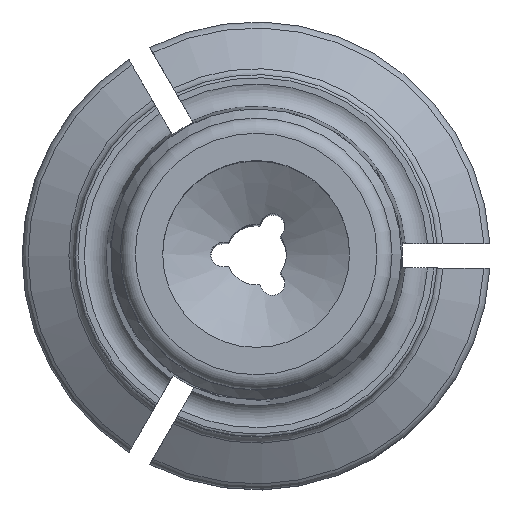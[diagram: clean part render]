
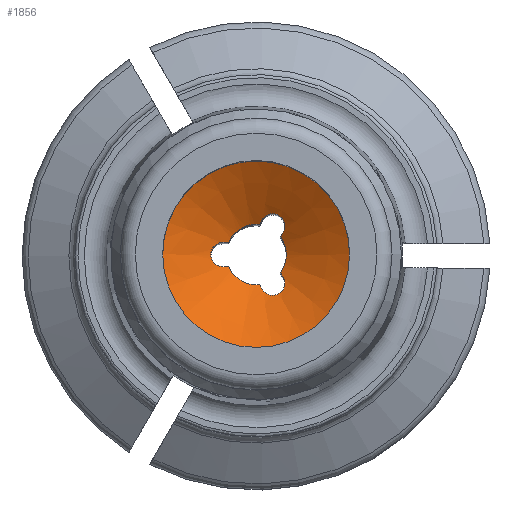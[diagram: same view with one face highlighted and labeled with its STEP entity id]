
A CAD part, top view. The second image highlights one B-rep face of the part: STEP entity #1856.
In plain terms, the highlighted conical face has half-angle 60 degrees and reference radius 3.094 mm.
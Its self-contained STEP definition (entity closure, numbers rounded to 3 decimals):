
#65=B_SPLINE_CURVE_WITH_KNOTS('',3,(#2501,#2502,#2503,#2504),
 .UNSPECIFIED.,.F.,.F.,(4,4),(0.002,0.002),
 .UNSPECIFIED.);
#66=B_SPLINE_CURVE_WITH_KNOTS('',3,(#2509,#2510,#2511,#2512),
 .UNSPECIFIED.,.F.,.F.,(4,4),(0.001,0.002),
 .UNSPECIFIED.);
#67=B_SPLINE_CURVE_WITH_KNOTS('',3,(#2514,#2515,#2516,#2517,#2518,#2519,
#2520),.UNSPECIFIED.,.F.,.F.,(4,1,1,1,4),(0.,0.,
0.001,0.001,0.001),
 .UNSPECIFIED.);
#68=B_SPLINE_CURVE_WITH_KNOTS('',3,(#2522,#2523,#2524,#2525),
 .UNSPECIFIED.,.F.,.F.,(4,4),(0.002,0.002),
 .UNSPECIFIED.);
#69=B_SPLINE_CURVE_WITH_KNOTS('',3,(#2529,#2530,#2531,#2532),
 .UNSPECIFIED.,.F.,.F.,(4,4),(0.001,0.001),
 .UNSPECIFIED.);
#70=B_SPLINE_CURVE_WITH_KNOTS('',3,(#2534,#2535,#2536,#2537,#2538,#2539,
#2540),.UNSPECIFIED.,.F.,.F.,(4,1,1,1,4),(0.,0.,
0.001,0.001,0.001),
 .UNSPECIFIED.);
#71=B_SPLINE_CURVE_WITH_KNOTS('',3,(#2542,#2543,#2544,#2545),
 .UNSPECIFIED.,.F.,.F.,(4,4),(0.002,0.002),
 .UNSPECIFIED.);
#72=B_SPLINE_CURVE_WITH_KNOTS('',3,(#2546,#2547,#2548,#2549),
 .UNSPECIFIED.,.F.,.F.,(4,4),(0.001,0.002),
 .UNSPECIFIED.);
#73=B_SPLINE_CURVE_WITH_KNOTS('',3,(#2551,#2552,#2553,#2554,#2555,#2556,
#2557),.UNSPECIFIED.,.F.,.F.,(4,1,1,1,4),(0.,0.,
0.001,0.001,0.001),
 .UNSPECIFIED.);
#120=CONICAL_SURFACE('',#1939,3.094,1.047);
#141=CIRCLE('',#1935,1.);
#143=CIRCLE('',#1940,1.);
#144=CIRCLE('',#1941,1.);
#145=CIRCLE('',#1942,3.094);
#223=ORIENTED_EDGE('',*,*,#649,.F.);
#224=ORIENTED_EDGE('',*,*,#650,.F.);
#225=ORIENTED_EDGE('',*,*,#651,.F.);
#226=ORIENTED_EDGE('',*,*,#652,.F.);
#227=ORIENTED_EDGE('',*,*,#653,.F.);
#228=ORIENTED_EDGE('',*,*,#654,.F.);
#229=ORIENTED_EDGE('',*,*,#655,.F.);
#230=ORIENTED_EDGE('',*,*,#656,.F.);
#231=ORIENTED_EDGE('',*,*,#657,.F.);
#232=ORIENTED_EDGE('',*,*,#642,.F.);
#233=ORIENTED_EDGE('',*,*,#658,.F.);
#234=ORIENTED_EDGE('',*,*,#659,.F.);
#235=ORIENTED_EDGE('',*,*,#660,.F.);
#642=EDGE_CURVE('',#855,#856,#141,.T.);
#649=EDGE_CURVE('',#862,#863,#65,.T.);
#650=EDGE_CURVE('',#864,#862,#143,.T.);
#651=EDGE_CURVE('',#865,#864,#66,.T.);
#652=EDGE_CURVE('',#866,#865,#67,.T.);
#653=EDGE_CURVE('',#867,#866,#68,.T.);
#654=EDGE_CURVE('',#868,#867,#144,.T.);
#655=EDGE_CURVE('',#869,#868,#69,.T.);
#656=EDGE_CURVE('',#870,#869,#70,.T.);
#657=EDGE_CURVE('',#856,#870,#71,.T.);
#658=EDGE_CURVE('',#871,#855,#72,.T.);
#659=EDGE_CURVE('',#863,#871,#73,.T.);
#660=EDGE_CURVE('',#872,#872,#145,.T.);
#855=VERTEX_POINT('',#2486);
#856=VERTEX_POINT('',#2488);
#862=VERTEX_POINT('',#2505);
#863=VERTEX_POINT('',#2506);
#864=VERTEX_POINT('',#2508);
#865=VERTEX_POINT('',#2513);
#866=VERTEX_POINT('',#2521);
#867=VERTEX_POINT('',#2526);
#868=VERTEX_POINT('',#2528);
#869=VERTEX_POINT('',#2533);
#870=VERTEX_POINT('',#2541);
#871=VERTEX_POINT('',#2550);
#872=VERTEX_POINT('',#2559);
#1150=EDGE_LOOP('',(#223,#224,#225,#226,#227,#228,#229,#230,#231,#232,#233,
#234));
#1151=EDGE_LOOP('',(#235));
#1235=FACE_BOUND('',#1150,.T.);
#1236=FACE_BOUND('',#1151,.T.);
#1856=ADVANCED_FACE('',(#1235,#1236),#120,.F.);
#1935=AXIS2_PLACEMENT_3D('',#2487,#2096,#2097);
#1939=AXIS2_PLACEMENT_3D('',#2500,#2107,#2108);
#1940=AXIS2_PLACEMENT_3D('',#2507,#2109,#2110);
#1941=AXIS2_PLACEMENT_3D('',#2527,#2111,#2112);
#1942=AXIS2_PLACEMENT_3D('',#2558,#2113,#2114);
#2096=DIRECTION('',(0.,0.,1.));
#2097=DIRECTION('',(1.,0.,0.));
#2107=DIRECTION('',(0.,0.,1.));
#2108=DIRECTION('',(-1.,0.,0.));
#2109=DIRECTION('',(0.,0.,1.));
#2110=DIRECTION('',(1.,0.,0.));
#2111=DIRECTION('',(0.,0.,1.));
#2112=DIRECTION('',(1.,0.,0.));
#2113=DIRECTION('',(0.,0.,-1.));
#2114=DIRECTION('',(-1.,0.,0.));
#2486=CARTESIAN_POINT('',(0.112,0.994,28.791));
#2487=CARTESIAN_POINT('',(0.,0.,28.791));
#2488=CARTESIAN_POINT('',(-0.917,0.4,28.791));
#2500=CARTESIAN_POINT('',(0.,0.,30.));
#2501=CARTESIAN_POINT('',(0.805,0.594,28.791));
#2502=CARTESIAN_POINT('',(0.835,0.647,28.823));
#2503=CARTESIAN_POINT('',(0.866,0.7,28.856));
#2504=CARTESIAN_POINT('',(0.896,0.753,28.889));
#2505=CARTESIAN_POINT('',(0.805,0.594,28.791));
#2506=CARTESIAN_POINT('',(0.896,0.753,28.889));
#2507=CARTESIAN_POINT('',(0.,0.,28.791));
#2508=CARTESIAN_POINT('',(0.805,-0.594,28.791));
#2509=CARTESIAN_POINT('',(0.896,-0.753,28.889));
#2510=CARTESIAN_POINT('',(0.866,-0.7,28.856));
#2511=CARTESIAN_POINT('',(0.835,-0.647,28.823));
#2512=CARTESIAN_POINT('',(0.805,-0.594,28.791));
#2513=CARTESIAN_POINT('',(0.896,-0.753,28.889));
#2514=CARTESIAN_POINT('',(0.204,-1.153,28.889));
#2515=CARTESIAN_POINT('',(0.253,-1.237,28.943));
#2516=CARTESIAN_POINT('',(0.416,-1.376,29.038));
#2517=CARTESIAN_POINT('',(0.774,-1.343,29.1));
#2518=CARTESIAN_POINT('',(0.984,-1.049,29.039));
#2519=CARTESIAN_POINT('',(0.945,-0.838,28.943));
#2520=CARTESIAN_POINT('',(0.896,-0.753,28.889));
#2521=CARTESIAN_POINT('',(0.204,-1.153,28.889));
#2522=CARTESIAN_POINT('',(0.112,-0.994,28.791));
#2523=CARTESIAN_POINT('',(0.143,-1.047,28.823));
#2524=CARTESIAN_POINT('',(0.173,-1.1,28.856));
#2525=CARTESIAN_POINT('',(0.204,-1.153,28.889));
#2526=CARTESIAN_POINT('',(0.112,-0.994,28.791));
#2527=CARTESIAN_POINT('',(0.,0.,28.791));
#2528=CARTESIAN_POINT('',(-0.917,-0.4,28.791));
#2529=CARTESIAN_POINT('',(-1.1,-0.4,28.889));
#2530=CARTESIAN_POINT('',(-1.039,-0.4,28.856));
#2531=CARTESIAN_POINT('',(-0.978,-0.4,28.823));
#2532=CARTESIAN_POINT('',(-0.917,-0.4,28.791));
#2533=CARTESIAN_POINT('',(-1.1,-0.4,28.889));
#2534=CARTESIAN_POINT('',(-1.1,0.4,28.889));
#2535=CARTESIAN_POINT('',(-1.198,0.4,28.943));
#2536=CARTESIAN_POINT('',(-1.399,0.328,29.038));
#2537=CARTESIAN_POINT('',(-1.55,0.001,29.1));
#2538=CARTESIAN_POINT('',(-1.401,-0.327,29.039));
#2539=CARTESIAN_POINT('',(-1.198,-0.4,28.943));
#2540=CARTESIAN_POINT('',(-1.1,-0.4,28.889));
#2541=CARTESIAN_POINT('',(-1.1,0.4,28.889));
#2542=CARTESIAN_POINT('',(-0.917,0.4,28.791));
#2543=CARTESIAN_POINT('',(-0.978,0.4,28.823));
#2544=CARTESIAN_POINT('',(-1.039,0.4,28.856));
#2545=CARTESIAN_POINT('',(-1.1,0.4,28.889));
#2546=CARTESIAN_POINT('',(0.204,1.153,28.889));
#2547=CARTESIAN_POINT('',(0.173,1.1,28.856));
#2548=CARTESIAN_POINT('',(0.143,1.047,28.823));
#2549=CARTESIAN_POINT('',(0.112,0.994,28.791));
#2550=CARTESIAN_POINT('',(0.204,1.153,28.889));
#2551=CARTESIAN_POINT('',(0.896,0.753,28.889));
#2552=CARTESIAN_POINT('',(0.945,0.837,28.943));
#2553=CARTESIAN_POINT('',(0.983,1.048,29.038));
#2554=CARTESIAN_POINT('',(0.776,1.342,29.1));
#2555=CARTESIAN_POINT('',(0.417,1.377,29.039));
#2556=CARTESIAN_POINT('',(0.253,1.238,28.943));
#2557=CARTESIAN_POINT('',(0.204,1.153,28.889));
#2558=CARTESIAN_POINT('',(0.,0.,30.));
#2559=CARTESIAN_POINT('',(-3.094,0.,30.));
